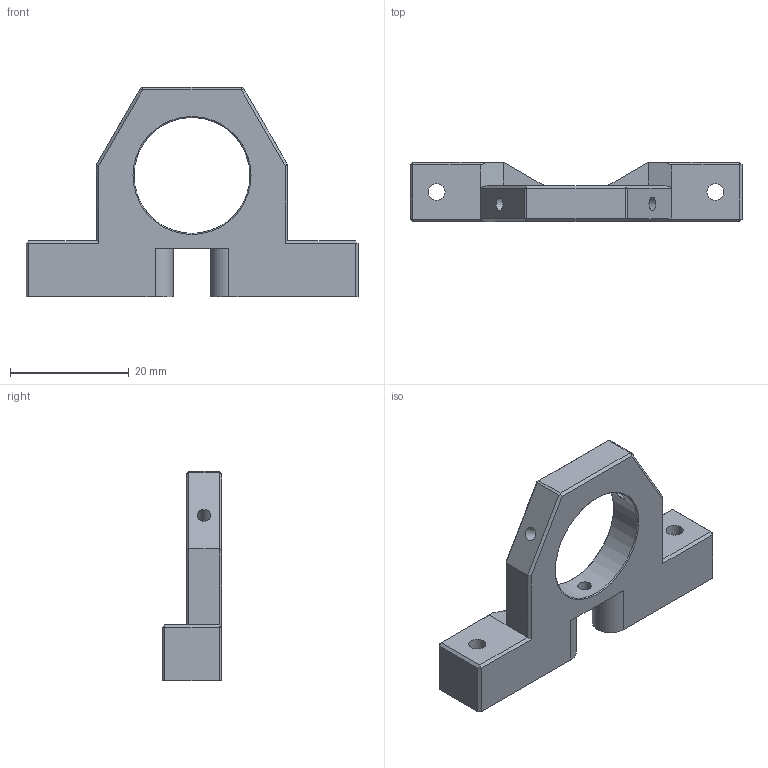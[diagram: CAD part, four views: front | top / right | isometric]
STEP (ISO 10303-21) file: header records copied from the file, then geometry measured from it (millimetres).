
FILE_DESCRIPTION(/* description */ ('STEP AP242','CAx-IF Rec.Pracs.---Representation and Presentation of Product Manufacturing Information (PMI)---4.0---2014-10-13','CAx-IF Rec.Pracs.---3D Tessellated Geometry---0.4---2014-09-14','2;1'),/* implementation_level */ '2;1');
FILE_NAME(/* name */ '63093000dc37bf1592438091',/* time_stamp */ '2022-08-26T20:41:36+00:00',/* author */ (''),/* organization */ (''),/* preprocessor_version */ 'ST-DEVELOPER v18.102',/* originating_system */ ' ',/* authorisation */ ' ');
FILE_SCHEMA (('AP242_MANAGED_MODEL_BASED_3D_ENGINEERING_MIM_LF { 1 0 10303 442 1 1 4 }'));
Length unit declared in the file: metre
Products named in the file (1): Monolithic AOSense Fiber Mount
Bounding box: 55.88 x 10.03 x 35.23 mm (x, y, z)
Volume: 6592.8 mm3; surface area: 3803.3 mm2
Topology: 1 solids, 1 shells, 71 faces, 172 edges, 102 vertices
Faces by surface type: plane 59, cylinder 10, cone 2
Full cylindrical faces by diameter (mm): 2.261 x3, 2.845 x2, 19.507 x1
Entity records: 1990 total; most frequent: CARTESIAN_POINT 359, DIRECTION 319, ORIENTED_EDGE 318, EDGE_CURVE 159, LINE 137, VECTOR 137, VERTEX_POINT 98, EDGE_LOOP 91
